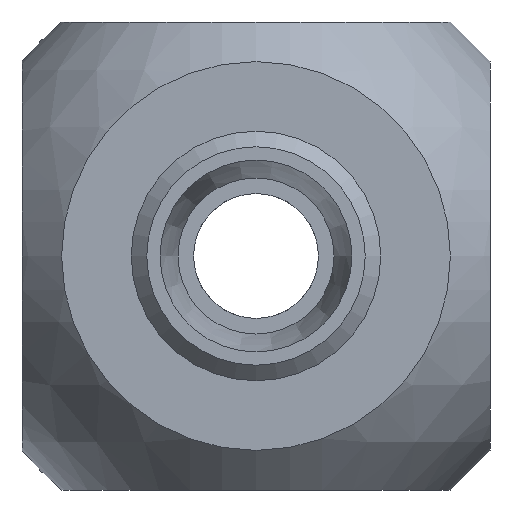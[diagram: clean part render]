
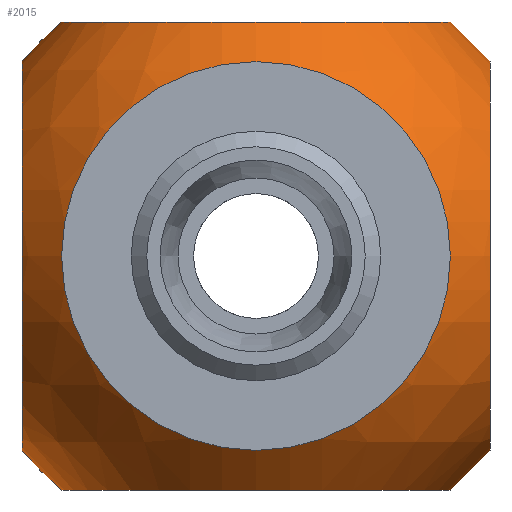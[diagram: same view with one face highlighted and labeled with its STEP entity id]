
A CAD part, left-side view. The second image highlights one B-rep face of the part: STEP entity #2015.
In plain terms, the highlighted spherical face has radius 19.5 mm.
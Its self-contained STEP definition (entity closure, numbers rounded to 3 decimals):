
#1371=CARTESIAN_POINT('',(15.0,0.,-12.46));
#1372=VERTEX_POINT('',#1371);
#1373=CARTESIAN_POINT('',(15.0,0.,0.0));
#1374=DIRECTION('',(1.0,0.0,0.0));
#1375=DIRECTION('',(0.0,0.0,1.0));
#1376=AXIS2_PLACEMENT_3D('',#1373,#1374,#1375);
#1377=CIRCLE('',#1376,12.46);
#1378=EDGE_CURVE('',#1372,#1372,#1377,.T.);
#1945=CARTESIAN_POINT('',(-15.0,0.,12.46));
#1946=VERTEX_POINT('',#1945);
#1947=CARTESIAN_POINT('',(-15.0,0.,0.0));
#1948=DIRECTION('',(-1.0,0.0,0.0));
#1949=DIRECTION('',(0.0,0.0,-1.0));
#1950=AXIS2_PLACEMENT_3D('',#1947,#1948,#1949);
#1951=CIRCLE('',#1950,12.46);
#1952=EDGE_CURVE('',#1946,#1946,#1951,.T.);
#1960=CARTESIAN_POINT('',(0.0,0.0,0.0));
#1961=DIRECTION('',(0.0,0.0,1.0));
#1962=DIRECTION('',(1.0,0.0,0.0));
#1963=AXIS2_PLACEMENT_3D('',#1960,#1961,#1962);
#1964=SPHERICAL_SURFACE('',#1963,19.5);
#1965=CARTESIAN_POINT('',(0.,12.46,-15.0));
#1966=VERTEX_POINT('',#1965);
#1967=CARTESIAN_POINT('',(0.0,0.0,-15.0));
#1968=DIRECTION('',(0.0,0.0,-1.0));
#1969=DIRECTION('',(0.0,-1.0,0.0));
#1970=AXIS2_PLACEMENT_3D('',#1967,#1968,#1969);
#1971=CIRCLE('',#1970,12.46);
#1972=EDGE_CURVE('',#1966,#1966,#1971,.T.);
#1973=ORIENTED_EDGE('',*,*,#1972,.F.);
#1974=EDGE_LOOP('',(#1973));
#1975=FACE_OUTER_BOUND('',#1974,.T.);
#1976=ORIENTED_EDGE('',*,*,#1378,.F.);
#1977=EDGE_LOOP('',(#1976));
#1978=FACE_BOUND('',#1977,.T.);
#1979=CARTESIAN_POINT('',(0.,-15.0,-12.46));
#1980=VERTEX_POINT('',#1979);
#1981=CARTESIAN_POINT('',(0.0,-15.0,0.0));
#1982=DIRECTION('',(0.0,-1.0,0.0));
#1983=DIRECTION('',(0.0,0.0,1.0));
#1984=AXIS2_PLACEMENT_3D('',#1981,#1982,#1983);
#1985=CIRCLE('',#1984,12.46);
#1986=EDGE_CURVE('',#1980,#1980,#1985,.T.);
#1987=ORIENTED_EDGE('',*,*,#1986,.F.);
#1988=EDGE_LOOP('',(#1987));
#1989=FACE_BOUND('',#1988,.T.);
#1990=ORIENTED_EDGE('',*,*,#1952,.F.);
#1991=EDGE_LOOP('',(#1990));
#1992=FACE_BOUND('',#1991,.T.);
#1993=CARTESIAN_POINT('',(0.,15.0,12.46));
#1994=VERTEX_POINT('',#1993);
#1995=CARTESIAN_POINT('',(0.0,15.0,0.0));
#1996=DIRECTION('',(0.0,1.0,0.0));
#1997=DIRECTION('',(0.0,0.0,-1.0));
#1998=AXIS2_PLACEMENT_3D('',#1995,#1996,#1997);
#1999=CIRCLE('',#1998,12.46);
#2000=EDGE_CURVE('',#1994,#1994,#1999,.T.);
#2001=ORIENTED_EDGE('',*,*,#2000,.F.);
#2002=EDGE_LOOP('',(#2001));
#2003=FACE_BOUND('',#2002,.T.);
#2004=CARTESIAN_POINT('',(0.,-12.46,15.0));
#2005=VERTEX_POINT('',#2004);
#2006=CARTESIAN_POINT('',(0.0,0.0,15.0));
#2007=DIRECTION('',(0.0,0.0,1.0));
#2008=DIRECTION('',(0.0,1.0,0.0));
#2009=AXIS2_PLACEMENT_3D('',#2006,#2007,#2008);
#2010=CIRCLE('',#2009,12.46);
#2011=EDGE_CURVE('',#2005,#2005,#2010,.T.);
#2012=ORIENTED_EDGE('',*,*,#2011,.F.);
#2013=EDGE_LOOP('',(#2012));
#2014=FACE_BOUND('',#2013,.T.);
#2015=ADVANCED_FACE('',(#1975,#1978,#1989,#1992,#2003,#2014),#1964,.T.);
